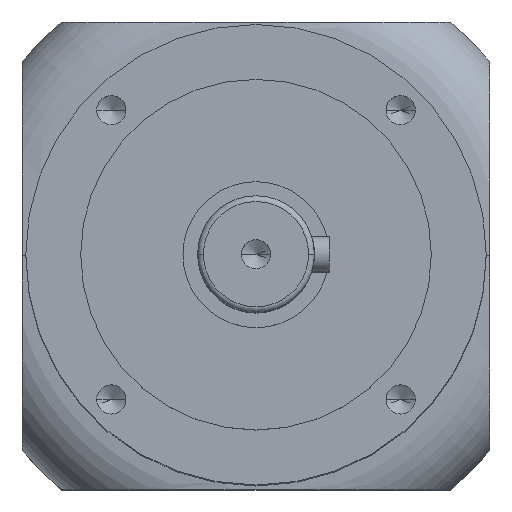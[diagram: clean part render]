
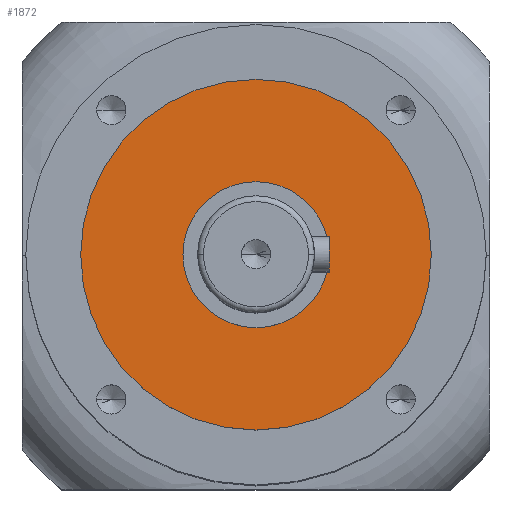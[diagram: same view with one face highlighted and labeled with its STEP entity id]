
A CAD part, top view. The second image highlights one B-rep face of the part: STEP entity #1872.
In plain terms, the highlighted planar face has unit normal (0, 0, 1).
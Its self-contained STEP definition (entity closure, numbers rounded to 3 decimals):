
#11 = DIRECTION ( 'NONE',  ( 0., 0., 1. ) ) ;
#351 = CARTESIAN_POINT ( 'NONE',  ( -12.5, 0., -50. ) ) ;
#390 = VERTEX_POINT ( 'NONE', #351 ) ;
#398 = CARTESIAN_POINT ( 'NONE',  ( -30., 0., -50. ) ) ;
#561 = DIRECTION ( 'NONE',  ( 0., 0., 1. ) ) ;
#622 = FACE_OUTER_BOUND ( 'NONE', #4391, .T. ) ;
#887 = AXIS2_PLACEMENT_3D ( 'NONE', #4809, #1806, #5319 ) ;
#1071 = CIRCLE ( 'NONE', #1768, 12.5 ) ;
#1108 = CARTESIAN_POINT ( 'NONE',  ( 12.5, 0., -50. ) ) ;
#1271 = AXIS2_PLACEMENT_3D ( 'NONE', #3011, #11, #3520 ) ;
#1768 = AXIS2_PLACEMENT_3D ( 'NONE', #4969, #1961, #5465 ) ;
#1793 = VERTEX_POINT ( 'NONE', #398 ) ;
#1806 = DIRECTION ( 'NONE',  ( 0., 0., 1. ) ) ;
#1872 = ADVANCED_FACE ( 'NONE', ( #4631, #622 ), #5466, .F. ) ;
#1917 = EDGE_CURVE ( 'NONE', #4119, #390, #5175, .T. ) ;
#1961 = DIRECTION ( 'NONE',  ( 0., 0., 1. ) ) ;
#2260 = CIRCLE ( 'NONE', #2740, 30. ) ;
#2320 = CIRCLE ( 'NONE', #887, 30. ) ;
#2606 = ORIENTED_EDGE ( 'NONE', *, *, #1917, .F. ) ;
#2659 = CARTESIAN_POINT ( 'NONE',  ( 30., 0., -50. ) ) ;
#2740 = AXIS2_PLACEMENT_3D ( 'NONE', #3565, #561, #4075 ) ;
#3011 = CARTESIAN_POINT ( 'NONE',  ( 0., 0., -50. ) ) ;
#3192 = EDGE_CURVE ( 'NONE', #4237, #1793, #2260, .T. ) ;
#3472 = DIRECTION ( 'NONE',  ( -1., 0., 0. ) ) ;
#3520 = DIRECTION ( 'NONE',  ( 1., 0., 0. ) ) ;
#3565 = CARTESIAN_POINT ( 'NONE',  ( 0., 0., -50. ) ) ;
#3641 = ORIENTED_EDGE ( 'NONE', *, *, #3935, .F. ) ;
#3684 = EDGE_CURVE ( 'NONE', #1793, #4237, #2320, .T. ) ;
#3935 = EDGE_CURVE ( 'NONE', #390, #4119, #1071, .T. ) ;
#3969 = CARTESIAN_POINT ( 'NONE',  ( 0., 30., -50. ) ) ;
#4075 = DIRECTION ( 'NONE',  ( 1., 0., 0. ) ) ;
#4119 = VERTEX_POINT ( 'NONE', #1108 ) ;
#4237 = VERTEX_POINT ( 'NONE', #2659 ) ;
#4391 = EDGE_LOOP ( 'NONE', ( #5425, #5628 ) ) ;
#4631 = FACE_BOUND ( 'NONE', #5033, .T. ) ;
#4809 = CARTESIAN_POINT ( 'NONE',  ( 0., 0., -50. ) ) ;
#4969 = CARTESIAN_POINT ( 'NONE',  ( 0., 0., -50. ) ) ;
#5033 = EDGE_LOOP ( 'NONE', ( #2606, #3641 ) ) ;
#5175 = CIRCLE ( 'NONE', #1271, 12.5 ) ;
#5319 = DIRECTION ( 'NONE',  ( 1., 0., 0. ) ) ;
#5425 = ORIENTED_EDGE ( 'NONE', *, *, #3192, .T. ) ;
#5465 = DIRECTION ( 'NONE',  ( 1., 0., 0. ) ) ;
#5466 = PLANE ( 'NONE',  #6117 ) ;
#5628 = ORIENTED_EDGE ( 'NONE', *, *, #3684, .T. ) ;
#6117 = AXIS2_PLACEMENT_3D ( 'NONE', #3969, #6487, #3472 ) ;
#6487 = DIRECTION ( 'NONE',  ( 0., 0., -1. ) ) ;
